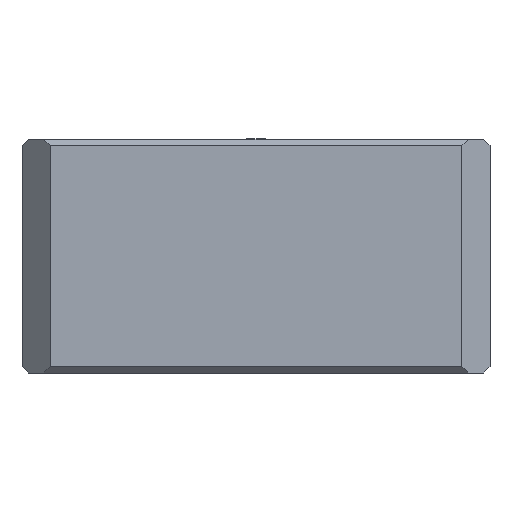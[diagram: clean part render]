
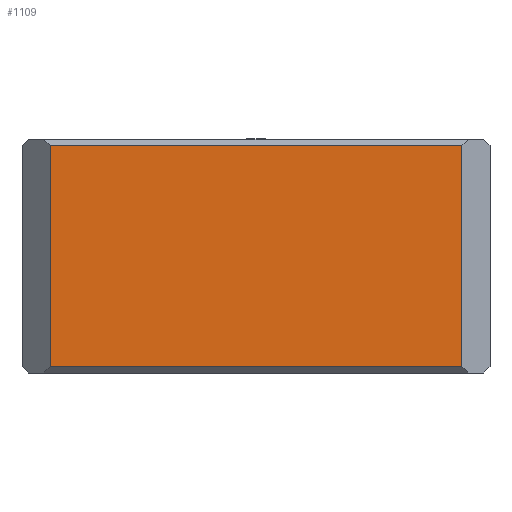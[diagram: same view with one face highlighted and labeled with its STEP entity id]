
A CAD part, front view. The second image highlights one B-rep face of the part: STEP entity #1109.
In plain terms, the highlighted planar face has unit normal (0, -1, 0).
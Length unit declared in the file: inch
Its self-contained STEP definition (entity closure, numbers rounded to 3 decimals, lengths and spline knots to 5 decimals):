
#887=CARTESIAN_POINT('',(0.09,-1.5,0.02));
#888=VERTEX_POINT('',#887);
#905=CARTESIAN_POINT('',(1.41,-1.5,0.02));
#906=VERTEX_POINT('',#905);
#913=CARTESIAN_POINT('',(1.41,-1.5,0.02));
#914=DIRECTION('',(-1.0,0.0,0.0));
#915=VECTOR('',#914,1.32);
#916=LINE('',#913,#915);
#917=EDGE_CURVE('',#906,#888,#916,.T.);
#980=CARTESIAN_POINT('',(0.09,-1.5,0.73));
#981=VERTEX_POINT('',#980);
#982=CARTESIAN_POINT('',(0.09,-1.5,0.02));
#983=DIRECTION('',(0.0,0.0,1.0));
#984=VECTOR('',#983,0.71);
#985=LINE('',#982,#984);
#986=EDGE_CURVE('',#888,#981,#985,.T.);
#1075=CARTESIAN_POINT('',(1.41,-1.5,0.73));
#1076=VERTEX_POINT('',#1075);
#1077=CARTESIAN_POINT('',(0.09,-1.5,0.73));
#1078=DIRECTION('',(1.0,0.0,0.0));
#1079=VECTOR('',#1078,1.32);
#1080=LINE('',#1077,#1079);
#1081=EDGE_CURVE('',#981,#1076,#1080,.T.);
#1093=CARTESIAN_POINT('',(1.5,-1.5,0.0));
#1094=DIRECTION('',(0.0,-1.0,0.0));
#1095=DIRECTION('',(0.0,0.0,1.0));
#1096=AXIS2_PLACEMENT_3D('',#1093,#1094,#1095);
#1097=PLANE('',#1096);
#1098=ORIENTED_EDGE('',*,*,#917,.F.);
#1099=CARTESIAN_POINT('',(1.41,-1.5,0.73));
#1100=DIRECTION('',(0.0,0.0,-1.0));
#1101=VECTOR('',#1100,0.71);
#1102=LINE('',#1099,#1101);
#1103=EDGE_CURVE('',#1076,#906,#1102,.T.);
#1104=ORIENTED_EDGE('',*,*,#1103,.F.);
#1105=ORIENTED_EDGE('',*,*,#1081,.F.);
#1106=ORIENTED_EDGE('',*,*,#986,.F.);
#1107=EDGE_LOOP('',(#1098,#1104,#1105,#1106));
#1108=FACE_OUTER_BOUND('',#1107,.T.);
#1109=ADVANCED_FACE('',(#1108),#1097,.T.);
